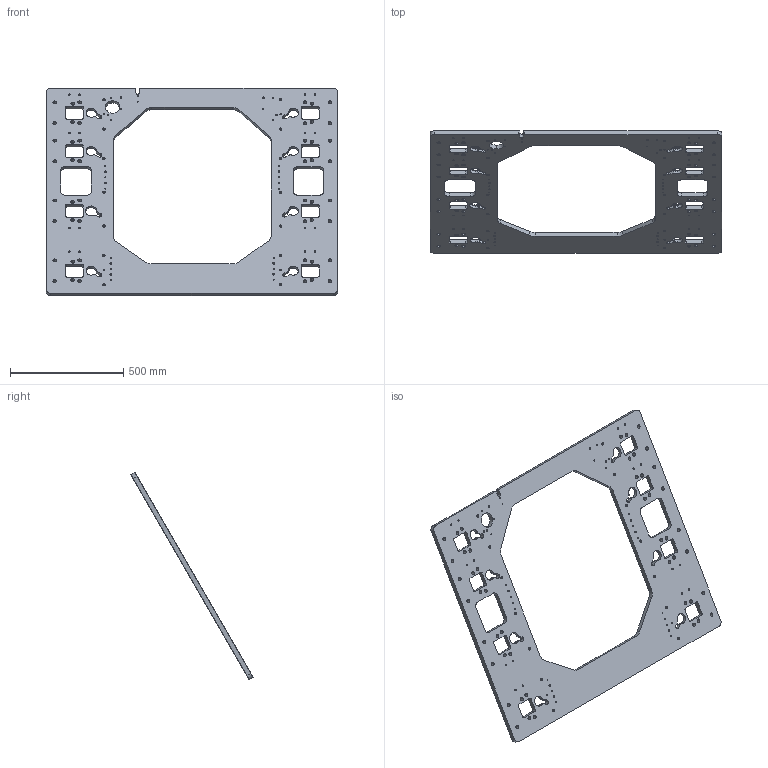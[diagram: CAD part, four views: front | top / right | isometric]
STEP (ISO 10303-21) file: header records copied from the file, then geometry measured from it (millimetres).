
FILE_DESCRIPTION (( 'STEP AP203' ), '1' );
FILE_NAME ('230150 plaque 1.STEP', '2023-06-15T07:02:10', ( '' ), ( '' ), 'SwSTEP 2.0', 'SolidWorks 2023', '' );
FILE_SCHEMA (( 'CONFIG_CONTROL_DESIGN' ));
Length unit declared in the file: millimetre
Products named in the file (1): 230150 plaque 1
Bounding box: 1290 x 540.82 x 916.73 mm (x, y, z)
Volume: 14434570.7 mm3; surface area: 1763407.1 mm2
Topology: 1 solids, 1 shells, 483 faces, 1385 edges, 918 vertices
Faces by surface type: cylinder 372, plane 87, cone 24
Entity records: 17036 total; most frequent: CARTESIAN_POINT 3106, DIRECTION 3063, ORIENTED_EDGE 2770, EDGE_CURVE 1385, AXIS2_PLACEMENT_3D 1231, VERTEX_POINT 918, EDGE_LOOP 765, CIRCLE 747
